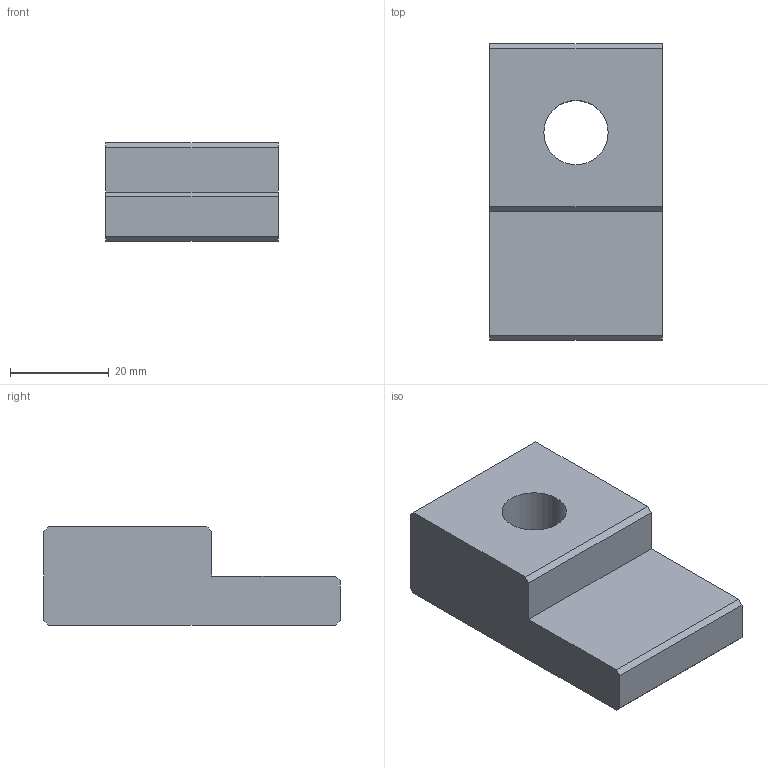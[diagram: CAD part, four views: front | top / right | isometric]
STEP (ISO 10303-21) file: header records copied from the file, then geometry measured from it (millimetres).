
FILE_DESCRIPTION(('Open CASCADE Model'),'2;1');
FILE_NAME('Open CASCADE Shape Model','2024-07-01T14:41:50',('Author'),( 'Open CASCADE'),'Open CASCADE STEP processor 7.3','Open CASCADE 7.3' ,'Unknown');
FILE_SCHEMA(('AUTOMOTIVE_DESIGN { 1 0 10303 214 1 1 1 1 }'));
Length unit declared in the file: millimetre
Products named in the file (4): product-e4cc4ede-1545-4fad-bfe4-a65663c7779b-body 1; product-e4cc4ede-1545-4fad-bfe4-a65663c7779b-body 1.1; product-e4cc4ede-1545-4fad-bfe4-a65663c7779b-body 1.1.1; product-e4cc4ede-1545-4fad-bfe4-a65663c7779b-body 1.1.1.1
Assembly tree (3 placements, depth 4):
  product-e4cc4ede-1545-4fad-bfe4-a65663c7779b-body 1
    product-e4cc4ede-1545-4fad-bfe4-a65663c7779b-body 1.1
      product-e4cc4ede-1545-4fad-bfe4-a65663c7779b-body 1.1.1
        product-e4cc4ede-1545-4fad-bfe4-a65663c7779b-body 1.1.1.1
Bounding box: 35 x 60 x 20 mm (x, y, z)
Volume: 30157.9 mm3; surface area: 7923.8 mm2
Topology: 1 solids, 1 shells, 14 faces, 36 edges, 24 vertices
Faces by surface type: plane 13, cylinder 1
Full cylindrical faces by diameter (mm): 13 x1
Entity records: 957 total; most frequent: CARTESIAN_POINT 160, DIRECTION 141, LINE 100, VECTOR 100, ORIENTED_EDGE 72, PCURVE 72, DEFINITIONAL_REPRESENTATION 72, EDGE_CURVE 36
